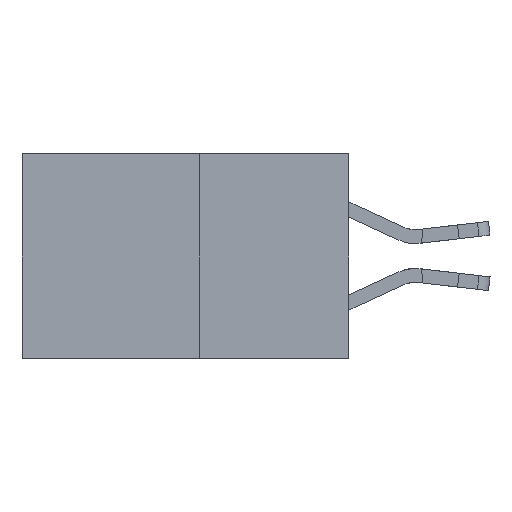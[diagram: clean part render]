
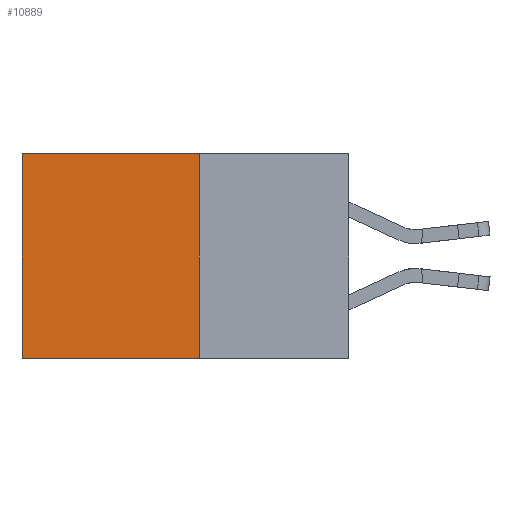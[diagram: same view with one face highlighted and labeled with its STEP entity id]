
A CAD part, left-side view. The second image highlights one B-rep face of the part: STEP entity #10889.
In plain terms, the highlighted planar face has unit normal (-1, 0, 0).
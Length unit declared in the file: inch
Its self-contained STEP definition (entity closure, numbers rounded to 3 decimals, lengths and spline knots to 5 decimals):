
#155 = DIRECTION ( 'NONE',  ( 0., 0., -1. ) ) ;
#1573 = CARTESIAN_POINT ( 'NONE',  ( 0.277, 0.27, 0. ) ) ;
#1763 = CARTESIAN_POINT ( 'NONE',  ( 0.277, 0.27, -0.37 ) ) ;
#1832 = ORIENTED_EDGE ( 'NONE', *, *, #5847, .F. ) ;
#2006 = CARTESIAN_POINT ( 'NONE',  ( 0.277, 0.27, -0.37 ) ) ;
#2153 = CARTESIAN_POINT ( 'NONE',  ( 0.277, 0.59, -0.37 ) ) ;
#3377 = VERTEX_POINT ( 'NONE', #2153 ) ;
#3531 = DIRECTION ( 'NONE',  ( 0., 1., 0. ) ) ;
#3734 = DIRECTION ( 'NONE',  ( 0., 0., -1. ) ) ;
#3977 = DIRECTION ( 'NONE',  ( 1., 0., 0. ) ) ;
#4041 = EDGE_CURVE ( 'NONE', #5982, #3377, #19226, .T. ) ;
#4995 = VECTOR ( 'NONE', #23567, 39.37008 ) ;
#5819 = ORIENTED_EDGE ( 'NONE', *, *, #8695, .F. ) ;
#5847 = EDGE_CURVE ( 'NONE', #9167, #3377, #20344, .T. ) ;
#5982 = VERTEX_POINT ( 'NONE', #10627 ) ;
#6124 = ORIENTED_EDGE ( 'NONE', *, *, #9301, .T. ) ;
#8695 = EDGE_CURVE ( 'NONE', #23597, #9167, #22820, .T. ) ;
#9167 = VERTEX_POINT ( 'NONE', #16641 ) ;
#9301 = EDGE_CURVE ( 'NONE', #23597, #5982, #22335, .T. ) ;
#9357 = AXIS2_PLACEMENT_3D ( 'NONE', #2006, #3977, #17458 ) ;
#10627 = CARTESIAN_POINT ( 'NONE',  ( 0.277, 0.59, 0. ) ) ;
#10889 = ADVANCED_FACE ( 'NONE', ( #15635 ), #15564, .F. ) ;
#15564 = PLANE ( 'NONE',  #9357 ) ;
#15635 = FACE_OUTER_BOUND ( 'NONE', #24508, .T. ) ;
#15666 = CARTESIAN_POINT ( 'NONE',  ( 0.277, 0.59, -0.37 ) ) ;
#15870 = CARTESIAN_POINT ( 'NONE',  ( 0.277, 0.27, 0. ) ) ;
#16641 = CARTESIAN_POINT ( 'NONE',  ( 0.277, 0.27, -0.37 ) ) ;
#17227 = VECTOR ( 'NONE', #3734, 39.37008 ) ;
#17458 = DIRECTION ( 'NONE',  ( 0., 0., -1. ) ) ;
#19226 = LINE ( 'NONE', #15666, #23647 ) ;
#20344 = LINE ( 'NONE', #21680, #4995 ) ;
#21680 = CARTESIAN_POINT ( 'NONE',  ( 0.277, 0.27, -0.37 ) ) ;
#21935 = ORIENTED_EDGE ( 'NONE', *, *, #4041, .T. ) ;
#22335 = LINE ( 'NONE', #1573, #24261 ) ;
#22820 = LINE ( 'NONE', #1763, #17227 ) ;
#23567 = DIRECTION ( 'NONE',  ( 0., 1., 0. ) ) ;
#23597 = VERTEX_POINT ( 'NONE', #15870 ) ;
#23647 = VECTOR ( 'NONE', #155, 39.37008 ) ;
#24261 = VECTOR ( 'NONE', #3531, 39.37008 ) ;
#24508 = EDGE_LOOP ( 'NONE', ( #21935, #1832, #5819, #6124 ) ) ;
